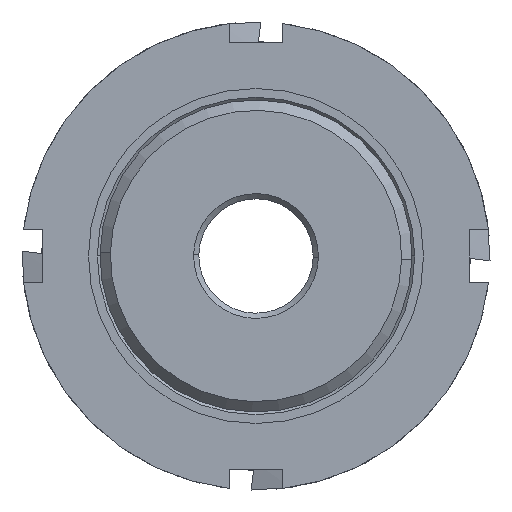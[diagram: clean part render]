
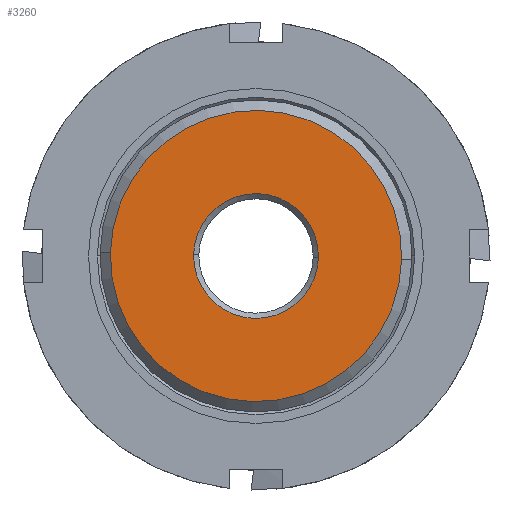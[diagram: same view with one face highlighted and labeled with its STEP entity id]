
A CAD part, front view. The second image highlights one B-rep face of the part: STEP entity #3260.
In plain terms, the highlighted planar face has unit normal (0, -1, 0).
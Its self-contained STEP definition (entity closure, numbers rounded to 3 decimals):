
#38 = ORIENTED_EDGE ( 'NONE', *, *, #2907, .F. ) ;
#183 = CARTESIAN_POINT ( 'NONE',  ( 0., -23.066, 0. ) ) ;
#457 = VERTEX_POINT ( 'NONE', #2077 ) ;
#541 = AXIS2_PLACEMENT_3D ( 'NONE', #2695, #3368, #3658 ) ;
#879 = ORIENTED_EDGE ( 'NONE', *, *, #2087, .T. ) ;
#1045 = EDGE_CURVE ( 'NONE', #1917, #1447, #2287, .T. ) ;
#1048 = DIRECTION ( 'NONE',  ( 0., 1., 0. ) ) ;
#1285 = DIRECTION ( 'NONE',  ( 0., 1., 0. ) ) ;
#1302 = DIRECTION ( 'NONE',  ( -1., 0., 0. ) ) ;
#1321 = CARTESIAN_POINT ( 'NONE',  ( 0., -23.066, 0. ) ) ;
#1447 = VERTEX_POINT ( 'NONE', #2687 ) ;
#1468 = ORIENTED_EDGE ( 'NONE', *, *, #1847, .F. ) ;
#1485 = AXIS2_PLACEMENT_3D ( 'NONE', #183, #2218, #3085 ) ;
#1679 = AXIS2_PLACEMENT_3D ( 'NONE', #1321, #1048, #2859 ) ;
#1734 = CIRCLE ( 'NONE', #1679, 14. ) ;
#1847 = EDGE_CURVE ( 'NONE', #3046, #457, #1734, .T. ) ;
#1917 = VERTEX_POINT ( 'NONE', #1967 ) ;
#1921 = CIRCLE ( 'NONE', #3285, 6. ) ;
#1967 = CARTESIAN_POINT ( 'NONE',  ( 6., -23.066, 0. ) ) ;
#1993 = CARTESIAN_POINT ( 'NONE',  ( 14., -23.066, 0. ) ) ;
#2077 = CARTESIAN_POINT ( 'NONE',  ( -14., -23.066, 0. ) ) ;
#2087 = EDGE_CURVE ( 'NONE', #1447, #1917, #1921, .T. ) ;
#2127 = CIRCLE ( 'NONE', #2744, 14. ) ;
#2218 = DIRECTION ( 'NONE',  ( 0., 1., 0. ) ) ;
#2224 = EDGE_LOOP ( 'NONE', ( #3677, #879 ) ) ;
#2238 = DIRECTION ( 'NONE',  ( 0., 1., 0. ) ) ;
#2287 = CIRCLE ( 'NONE', #1485, 6. ) ;
#2456 = CARTESIAN_POINT ( 'NONE',  ( 0., -23.066, 0. ) ) ;
#2522 = FACE_BOUND ( 'NONE', #2224, .T. ) ;
#2553 = CARTESIAN_POINT ( 'NONE',  ( 0., -23.066, 0. ) ) ;
#2687 = CARTESIAN_POINT ( 'NONE',  ( -6., -23.066, 0. ) ) ;
#2695 = CARTESIAN_POINT ( 'NONE',  ( 5.5, -23.066, 0. ) ) ;
#2744 = AXIS2_PLACEMENT_3D ( 'NONE', #2456, #1285, #1302 ) ;
#2859 = DIRECTION ( 'NONE',  ( -1., 0., 0. ) ) ;
#2861 = DIRECTION ( 'NONE',  ( -1., 0., 0. ) ) ;
#2907 = EDGE_CURVE ( 'NONE', #457, #3046, #2127, .T. ) ;
#3046 = VERTEX_POINT ( 'NONE', #1993 ) ;
#3085 = DIRECTION ( 'NONE',  ( -1., 0., 0. ) ) ;
#3260 = ADVANCED_FACE ( 'NONE', ( #2522, #3456 ), #3693, .F. ) ;
#3285 = AXIS2_PLACEMENT_3D ( 'NONE', #2553, #2238, #2861 ) ;
#3368 = DIRECTION ( 'NONE',  ( 0., 1., 0. ) ) ;
#3456 = FACE_OUTER_BOUND ( 'NONE', #3530, .T. ) ;
#3530 = EDGE_LOOP ( 'NONE', ( #38, #1468 ) ) ;
#3658 = DIRECTION ( 'NONE',  ( -1., 0., 0. ) ) ;
#3677 = ORIENTED_EDGE ( 'NONE', *, *, #1045, .T. ) ;
#3693 = PLANE ( 'NONE',  #541 ) ;
